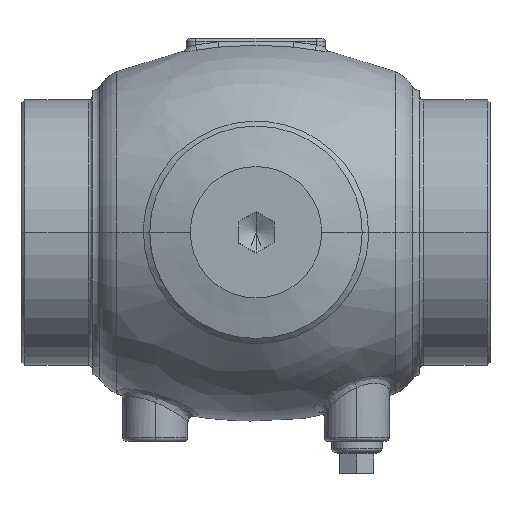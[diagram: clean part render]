
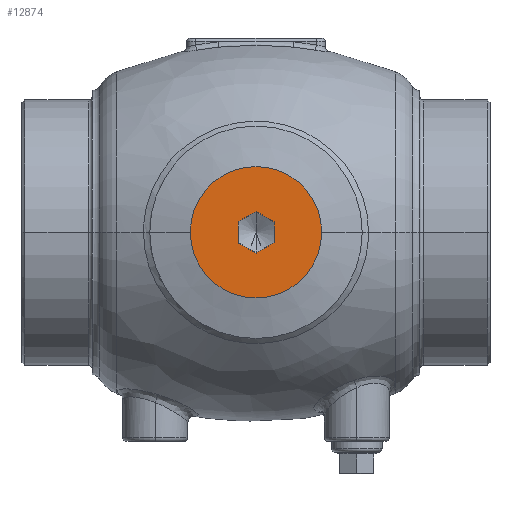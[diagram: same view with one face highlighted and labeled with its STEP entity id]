
A CAD part, top view. The second image highlights one B-rep face of the part: STEP entity #12874.
In plain terms, the highlighted planar face has unit normal (0, 0, 1).
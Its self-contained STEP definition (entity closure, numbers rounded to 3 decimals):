
#484=CARTESIAN_POINT('',(0.,0.,62.5));
#485=DIRECTION('',(0.,0.,1.));
#486=DIRECTION('',(-1.,0.,0.));
#487=AXIS2_PLACEMENT_3D('',#484,#485,#486);
#489=CARTESIAN_POINT('',(0.,0.,62.5));
#490=DIRECTION('',(0.,0.,-1.));
#491=DIRECTION('',(-1.,0.,0.));
#492=AXIS2_PLACEMENT_3D('',#489,#490,#491);
#494=DIRECTION('',(0.866,0.5,0.));
#495=VECTOR('',#494,5.774);
#496=CARTESIAN_POINT('',(0.,-5.774,62.5));
#497=LINE('',#496,#495);
#498=DIRECTION('',(0.,1.,0.));
#499=VECTOR('',#498,5.773);
#500=CARTESIAN_POINT('',(5.,-2.886,62.5));
#501=LINE('',#500,#499);
#502=DIRECTION('',(-0.866,0.5,0.));
#503=VECTOR('',#502,5.774);
#504=CARTESIAN_POINT('',(5.,2.886,62.5));
#505=LINE('',#504,#503);
#506=DIRECTION('',(-0.866,-0.5,0.));
#507=VECTOR('',#506,5.774);
#508=CARTESIAN_POINT('',(0.,5.774,62.5));
#509=LINE('',#508,#507);
#510=DIRECTION('',(0.,-1.,0.));
#511=VECTOR('',#510,5.773);
#512=CARTESIAN_POINT('',(-5.,2.886,62.5));
#513=LINE('',#512,#511);
#514=DIRECTION('',(0.866,-0.5,0.));
#515=VECTOR('',#514,5.774);
#516=CARTESIAN_POINT('',(-5.,-2.886,62.5));
#517=LINE('',#516,#515);
#11595=CARTESIAN_POINT('',(-18.25,0.,62.5));
#11596=VERTEX_POINT('',#11595);
#11601=CARTESIAN_POINT('',(18.25,0.,62.5));
#11602=VERTEX_POINT('',#11601);
#11603=CARTESIAN_POINT('',(0.,-5.774,62.5));
#11604=CARTESIAN_POINT('',(5.,-2.886,62.5));
#11605=VERTEX_POINT('',#11603);
#11606=VERTEX_POINT('',#11604);
#11607=CARTESIAN_POINT('',(5.,2.886,62.5));
#11608=VERTEX_POINT('',#11607);
#11609=CARTESIAN_POINT('',(0.,5.774,62.5));
#11610=VERTEX_POINT('',#11609);
#11611=CARTESIAN_POINT('',(-5.,2.886,62.5));
#11612=VERTEX_POINT('',#11611);
#11613=CARTESIAN_POINT('',(-5.,-2.886,62.5));
#11614=VERTEX_POINT('',#11613);
#12851=CARTESIAN_POINT('',(0.,0.,62.5));
#12852=DIRECTION('',(0.,0.,-1.));
#12853=DIRECTION('',(1.,0.,0.));
#12854=AXIS2_PLACEMENT_3D('',#12851,#12852,#12853);
#12855=PLANE('',#12854);
#12856=ORIENTED_EDGE('',*,*,#12844,.F.);
#12857=ORIENTED_EDGE('',*,*,#12833,.T.);
#12858=EDGE_LOOP('',(#12856,#12857));
#12859=FACE_OUTER_BOUND('',#12858,.F.);
#12861=ORIENTED_EDGE('',*,*,#12860,.T.);
#12863=ORIENTED_EDGE('',*,*,#12862,.T.);
#12865=ORIENTED_EDGE('',*,*,#12864,.T.);
#12867=ORIENTED_EDGE('',*,*,#12866,.T.);
#12869=ORIENTED_EDGE('',*,*,#12868,.T.);
#12871=ORIENTED_EDGE('',*,*,#12870,.T.);
#12872=EDGE_LOOP('',(#12861,#12863,#12865,#12867,#12869,#12871));
#12873=FACE_BOUND('',#12872,.F.);
#488=CIRCLE('',#487,18.25);
#493=CIRCLE('',#492,18.25);
#12833=EDGE_CURVE('',#11596,#11602,#493,.T.);
#12844=EDGE_CURVE('',#11596,#11602,#488,.T.);
#12860=EDGE_CURVE('',#11605,#11606,#497,.T.);
#12862=EDGE_CURVE('',#11606,#11608,#501,.T.);
#12864=EDGE_CURVE('',#11608,#11610,#505,.T.);
#12866=EDGE_CURVE('',#11610,#11612,#509,.T.);
#12868=EDGE_CURVE('',#11612,#11614,#513,.T.);
#12870=EDGE_CURVE('',#11614,#11605,#517,.T.);
#12874=ADVANCED_FACE('',(#12859,#12873),#12855,.F.);
